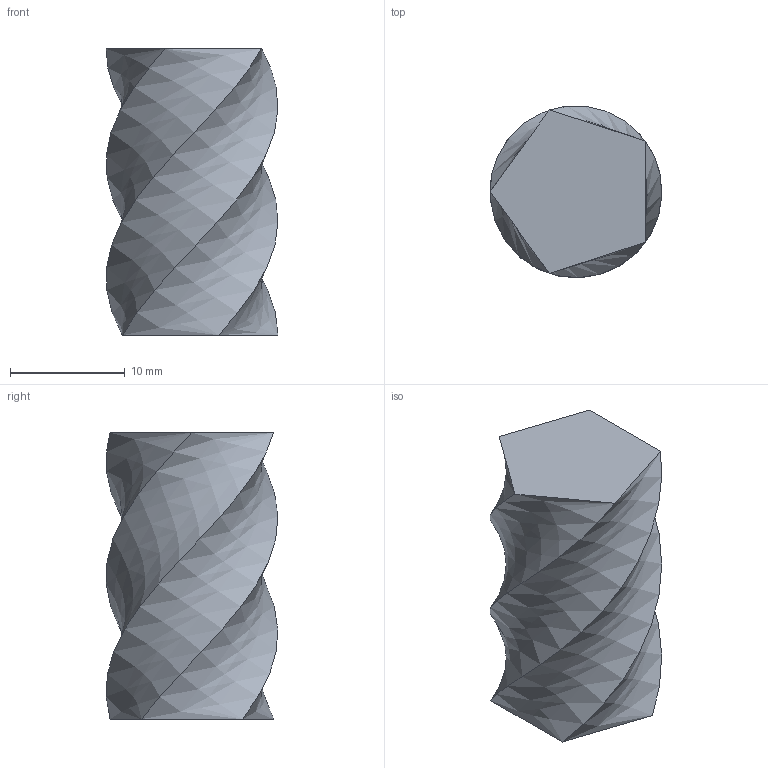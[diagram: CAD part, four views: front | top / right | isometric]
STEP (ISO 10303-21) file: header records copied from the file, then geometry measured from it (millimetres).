
FILE_DESCRIPTION(('FreeCAD Model'),'2;1');
FILE_NAME('Open CASCADE Shape Model','2022-08-19T16:16:54',(''),(''), 'Open CASCADE STEP processor 7.5','FreeCAD','Unknown');
FILE_SCHEMA(('AUTOMOTIVE_DESIGN { 1 0 10303 214 1 1 1 1 }'));
Length unit declared in the file: millimetre
Products named in the file (1): Sweep
Bounding box: 15 x 14.98 x 25 mm (x, y, z)
Volume: 3343.6 mm3; surface area: 1423.6 mm2
Topology: 1 solids, 1 shells, 7 faces, 15 edges, 10 vertices
Faces by surface type: bspline 5, plane 2
Entity records: 481 total; most frequent: CARTESIAN_POINT 213, ORIENTED_EDGE 30, B_SPLINE_CURVE_WITH_KNOTS 30, PCURVE 30, DEFINITIONAL_REPRESENTATION 30, DIRECTION 21, EDGE_CURVE 15, SURFACE_CURVE 15
